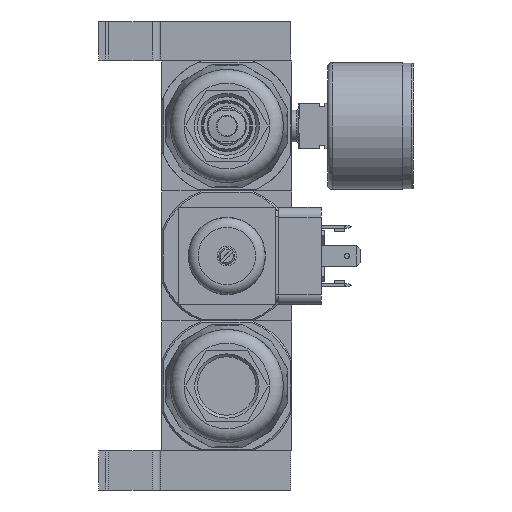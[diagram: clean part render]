
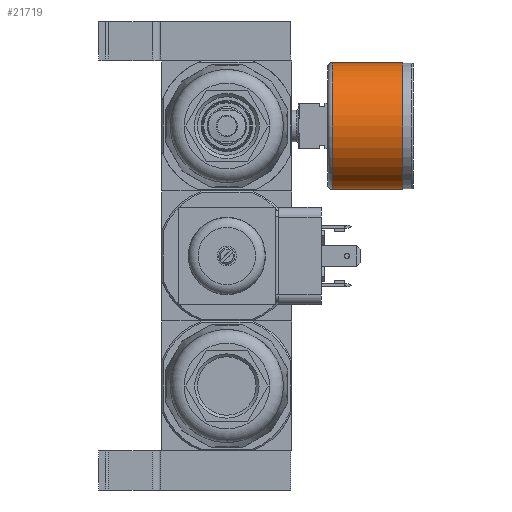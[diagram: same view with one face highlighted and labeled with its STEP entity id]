
A CAD part, front view. The second image highlights one B-rep face of the part: STEP entity #21719.
In plain terms, the highlighted cylindrical face has radius 19.5 mm (diameter 39 mm), a full revolution.
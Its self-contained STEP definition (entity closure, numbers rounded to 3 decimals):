
#852=CYLINDRICAL_SURFACE('',#30435,19.5);
#1643=CIRCLE('',#30434,19.5);
#1644=CIRCLE('',#30436,19.5);
#4594=ORIENTED_EDGE('',*,*,#9705,.F.);
#4595=ORIENTED_EDGE('',*,*,#9706,.T.);
#9705=EDGE_CURVE('',#12482,#12482,#1643,.T.);
#9706=EDGE_CURVE('',#12483,#12483,#1644,.T.);
#12482=VERTEX_POINT('',#41428);
#12483=VERTEX_POINT('',#41431);
#17673=EDGE_LOOP('',(#4594));
#17674=EDGE_LOOP('',(#4595));
#19406=FACE_BOUND('',#17673,.T.);
#19407=FACE_BOUND('',#17674,.T.);
#21719=ADVANCED_FACE('',(#19406,#19407),#852,.T.);
#30434=AXIS2_PLACEMENT_3D('',#41427,#34396,#34397);
#30435=AXIS2_PLACEMENT_3D('',#41429,#34398,#34399);
#30436=AXIS2_PLACEMENT_3D('',#41430,#34400,#34401);
#34396=DIRECTION('',(1.,0.,0.));
#34397=DIRECTION('',(0.,0.,-1.));
#34398=DIRECTION('',(1.,0.,0.));
#34399=DIRECTION('',(0.,0.,-1.));
#34400=DIRECTION('',(1.,0.,0.));
#34401=DIRECTION('',(0.,0.,-1.));
#41427=CARTESIAN_POINT('',(-3.2,0.,0.));
#41428=CARTESIAN_POINT('',(-3.2,0.,-19.5));
#41429=CARTESIAN_POINT('',(0.,0.,0.));
#41430=CARTESIAN_POINT('',(-24.85,0.,0.));
#41431=CARTESIAN_POINT('',(-24.85,0.,-19.5));
